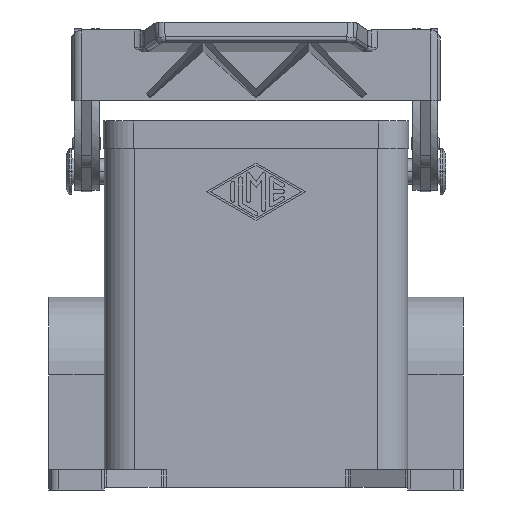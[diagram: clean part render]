
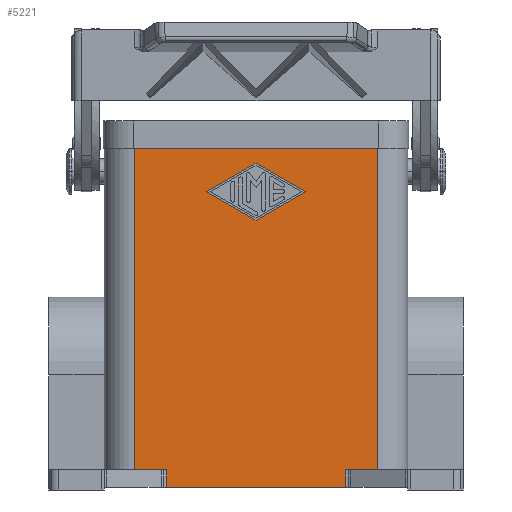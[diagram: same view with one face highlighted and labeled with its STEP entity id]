
A CAD part, front view. The second image highlights one B-rep face of the part: STEP entity #5221.
In plain terms, the highlighted planar face has unit normal (0, -1, 0).
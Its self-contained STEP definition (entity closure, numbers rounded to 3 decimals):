
#4440=CARTESIAN_POINT('',(17.773,-21.75,-43.5));
#4441=VERTEX_POINT('',#4440);
#4449=CARTESIAN_POINT('',(-17.773,-21.75,-43.5));
#4450=VERTEX_POINT('',#4449);
#4451=CARTESIAN_POINT('',(17.773,-21.75,-43.5));
#4452=DIRECTION('',(-1.0,0.0,0.0));
#4453=VECTOR('',#4452,35.546);
#4454=LINE('',#4451,#4453);
#4455=EDGE_CURVE('',#4441,#4450,#4454,.T.);
#4793=CARTESIAN_POINT('',(-17.773,-21.75,-40.));
#4794=VERTEX_POINT('',#4793);
#4802=CARTESIAN_POINT('',(-24.,-21.75,-40.));
#4803=VERTEX_POINT('',#4802);
#4804=CARTESIAN_POINT('',(-24.,-21.75,-40.));
#4805=DIRECTION('',(1.0,0.0,0.0));
#4806=VECTOR('',#4805,6.227);
#4807=LINE('',#4804,#4806);
#4808=EDGE_CURVE('',#4803,#4794,#4807,.T.);
#5122=CARTESIAN_POINT('',(17.773,-21.75,-40.));
#5123=VERTEX_POINT('',#5122);
#5131=CARTESIAN_POINT('',(17.773,-21.75,-40.));
#5132=DIRECTION('',(0.0,0.0,-1.0));
#5133=VECTOR('',#5132,3.5);
#5134=LINE('',#5131,#5133);
#5135=EDGE_CURVE('',#5123,#4441,#5134,.T.);
#5141=CARTESIAN_POINT('',(24.,-21.75,1.5));
#5142=DIRECTION('',(0.0,-1.0,0.0));
#5143=DIRECTION('',(0.0,0.0,-1.0));
#5144=AXIS2_PLACEMENT_3D('',#5141,#5142,#5143);
#5145=PLANE('',#5144);
#5146=ORIENTED_EDGE('',*,*,#5135,.F.);
#5147=CARTESIAN_POINT('',(24.,-21.75,-40.));
#5148=VERTEX_POINT('',#5147);
#5149=CARTESIAN_POINT('',(17.773,-21.75,-40.));
#5150=DIRECTION('',(1.0,0.0,0.0));
#5151=VECTOR('',#5150,6.227);
#5152=LINE('',#5149,#5151);
#5153=EDGE_CURVE('',#5123,#5148,#5152,.T.);
#5154=ORIENTED_EDGE('',*,*,#5153,.T.);
#5155=CARTESIAN_POINT('',(24.,-21.75,23.5));
#5156=VERTEX_POINT('',#5155);
#5157=CARTESIAN_POINT('',(24.,-21.75,-40.));
#5158=DIRECTION('',(0.0,0.0,1.0));
#5159=VECTOR('',#5158,63.5);
#5160=LINE('',#5157,#5159);
#5161=EDGE_CURVE('',#5148,#5156,#5160,.T.);
#5162=ORIENTED_EDGE('',*,*,#5161,.T.);
#5163=CARTESIAN_POINT('',(-24.,-21.75,23.5));
#5164=VERTEX_POINT('',#5163);
#5165=CARTESIAN_POINT('',(24.,-21.75,23.5));
#5166=DIRECTION('',(-1.0,0.0,0.0));
#5167=VECTOR('',#5166,48.);
#5168=LINE('',#5165,#5167);
#5169=EDGE_CURVE('',#5156,#5164,#5168,.T.);
#5170=ORIENTED_EDGE('',*,*,#5169,.T.);
#5171=CARTESIAN_POINT('',(-24.,-21.75,-40.));
#5172=DIRECTION('',(0.0,0.0,1.0));
#5173=VECTOR('',#5172,63.5);
#5174=LINE('',#5171,#5173);
#5175=EDGE_CURVE('',#4803,#5164,#5174,.T.);
#5176=ORIENTED_EDGE('',*,*,#5175,.F.);
#5177=ORIENTED_EDGE('',*,*,#4808,.T.);
#5178=CARTESIAN_POINT('',(-17.773,-21.75,-43.5));
#5179=DIRECTION('',(0.0,0.0,1.0));
#5180=VECTOR('',#5179,3.5);
#5181=LINE('',#5178,#5180);
#5182=EDGE_CURVE('',#4450,#4794,#5181,.T.);
#5183=ORIENTED_EDGE('',*,*,#5182,.F.);
#5184=ORIENTED_EDGE('',*,*,#4455,.F.);
#5185=EDGE_LOOP('',(#5146,#5154,#5162,#5170,#5176,#5177,#5183,#5184));
#5186=FACE_OUTER_BOUND('',#5185,.T.);
#5187=CARTESIAN_POINT('',(0.,-21.75,9.375));
#5188=VERTEX_POINT('',#5187);
#5189=CARTESIAN_POINT('',(-9.75,-21.75,15.));
#5190=VERTEX_POINT('',#5189);
#5191=CARTESIAN_POINT('',(0.,-21.75,9.375));
#5192=DIRECTION('',(-0.866,0.0,0.5));
#5193=VECTOR('',#5192,11.256);
#5194=LINE('',#5191,#5193);
#5195=EDGE_CURVE('',#5188,#5190,#5194,.T.);
#5196=ORIENTED_EDGE('',*,*,#5195,.T.);
#5197=CARTESIAN_POINT('',(0.,-21.75,20.625));
#5198=VERTEX_POINT('',#5197);
#5199=CARTESIAN_POINT('',(-9.75,-21.75,15.));
#5200=DIRECTION('',(0.866,0.0,0.5));
#5201=VECTOR('',#5200,11.256);
#5202=LINE('',#5199,#5201);
#5203=EDGE_CURVE('',#5190,#5198,#5202,.T.);
#5204=ORIENTED_EDGE('',*,*,#5203,.T.);
#5205=CARTESIAN_POINT('',(9.75,-21.75,15.));
#5206=VERTEX_POINT('',#5205);
#5207=CARTESIAN_POINT('',(0.,-21.75,20.625));
#5208=DIRECTION('',(0.866,0.0,-0.5));
#5209=VECTOR('',#5208,11.256);
#5210=LINE('',#5207,#5209);
#5211=EDGE_CURVE('',#5198,#5206,#5210,.T.);
#5212=ORIENTED_EDGE('',*,*,#5211,.T.);
#5213=CARTESIAN_POINT('',(9.75,-21.75,15.));
#5214=DIRECTION('',(-0.866,0.0,-0.5));
#5215=VECTOR('',#5214,11.256);
#5216=LINE('',#5213,#5215);
#5217=EDGE_CURVE('',#5206,#5188,#5216,.T.);
#5218=ORIENTED_EDGE('',*,*,#5217,.T.);
#5219=EDGE_LOOP('',(#5196,#5204,#5212,#5218));
#5220=FACE_BOUND('',#5219,.T.);
#5221=ADVANCED_FACE('',(#5186,#5220),#5145,.T.);
